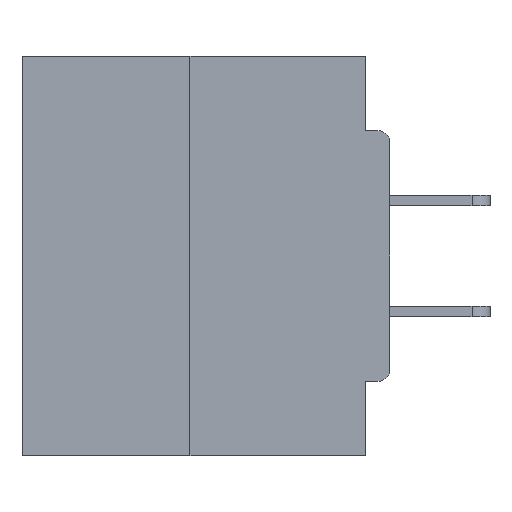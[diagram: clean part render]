
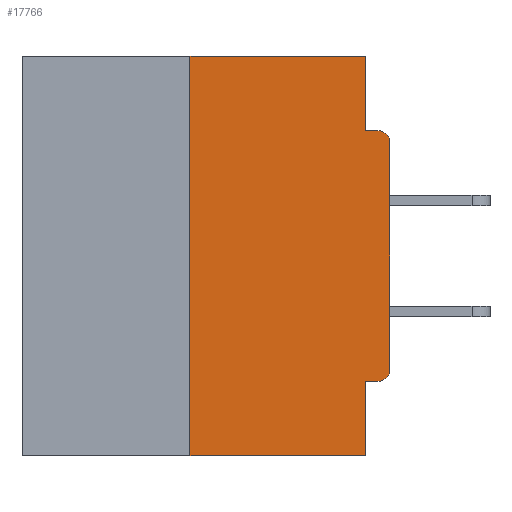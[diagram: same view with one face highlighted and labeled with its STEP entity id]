
A CAD part, left-side view. The second image highlights one B-rep face of the part: STEP entity #17766.
In plain terms, the highlighted planar face has unit normal (-1, 0, 0).
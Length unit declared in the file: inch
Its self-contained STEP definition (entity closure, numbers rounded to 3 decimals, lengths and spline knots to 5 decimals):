
#231 = ORIENTED_EDGE ( 'NONE', *, *, #27997, .F. ) ;
#442 = VERTEX_POINT ( 'NONE', #8947 ) ;
#547 = VECTOR ( 'NONE', #2194, 39.37008 ) ;
#591 = EDGE_CURVE ( 'NONE', #25902, #8157, #6256, .T. ) ;
#1048 = DIRECTION ( 'NONE',  ( 0., -1., 0. ) ) ;
#1951 = CARTESIAN_POINT ( 'NONE',  ( 0., 0.031, -0.5 ) ) ;
#2194 = DIRECTION ( 'NONE',  ( 0., 0., -1. ) ) ;
#2818 = DIRECTION ( 'NONE',  ( 0., 0., 1. ) ) ;
#3045 = DIRECTION ( 'NONE',  ( -1., 0., 0. ) ) ;
#3100 = VECTOR ( 'NONE', #2818, 39.37008 ) ;
#4536 = CIRCLE ( 'NONE', #8255, 0.015 ) ;
#5158 = LINE ( 'NONE', #26444, #26526 ) ;
#5235 = CARTESIAN_POINT ( 'NONE',  ( 0., 0.46, 0. ) ) ;
#5317 = VERTEX_POINT ( 'NONE', #13928 ) ;
#5393 = CARTESIAN_POINT ( 'NONE',  ( 0., 0.031, -0.5 ) ) ;
#5840 = DIRECTION ( 'NONE',  ( 0., 0., -1. ) ) ;
#6151 = LINE ( 'NONE', #5235, #28393 ) ;
#6256 = LINE ( 'NONE', #1951, #547 ) ;
#6269 = VERTEX_POINT ( 'NONE', #16648 ) ;
#6441 = ORIENTED_EDGE ( 'NONE', *, *, #591, .F. ) ;
#7424 = DIRECTION ( 'NONE',  ( 0., 0., -1. ) ) ;
#7782 = CARTESIAN_POINT ( 'NONE',  ( 0., 0., -0.0935 ) ) ;
#7846 = PLANE ( 'NONE',  #33682 ) ;
#8157 = VERTEX_POINT ( 'NONE', #5393 ) ;
#8255 = AXIS2_PLACEMENT_3D ( 'NONE', #14274, #3045, #14402 ) ;
#8947 = CARTESIAN_POINT ( 'NONE',  ( 0., 0., -0.3915 ) ) ;
#9867 = CARTESIAN_POINT ( 'NONE',  ( 0., 0.031, -0.4065 ) ) ;
#9939 = VERTEX_POINT ( 'NONE', #19894 ) ;
#10292 = EDGE_CURVE ( 'NONE', #6269, #8157, #31920, .T. ) ;
#11105 = DIRECTION ( 'NONE',  ( -1., 0., 0. ) ) ;
#11214 = DIRECTION ( 'NONE',  ( 0., 0., 1. ) ) ;
#11324 = CARTESIAN_POINT ( 'NONE',  ( 0., 0.015, -0.1085 ) ) ;
#11651 = EDGE_CURVE ( 'NONE', #20578, #24734, #17858, .T. ) ;
#11779 = ORIENTED_EDGE ( 'NONE', *, *, #10292, .T. ) ;
#12594 = VECTOR ( 'NONE', #35568, 39.37008 ) ;
#12693 = ORIENTED_EDGE ( 'NONE', *, *, #35583, .F. ) ;
#12903 = ORIENTED_EDGE ( 'NONE', *, *, #23091, .F. ) ;
#13260 = EDGE_LOOP ( 'NONE', ( #231, #12903, #11779, #6441, #18284, #27284, #34461, #22039, #31926, #12693 ) ) ;
#13928 = CARTESIAN_POINT ( 'NONE',  ( 0., 0., -0.1085 ) ) ;
#14274 = CARTESIAN_POINT ( 'NONE',  ( 0., 0.015, -0.3915 ) ) ;
#14402 = DIRECTION ( 'NONE',  ( 0., 0., -1. ) ) ;
#14460 = CARTESIAN_POINT ( 'NONE',  ( 0., 0., -0.4065 ) ) ;
#16163 = CARTESIAN_POINT ( 'NONE',  ( 0., 0.46, 0. ) ) ;
#16648 = CARTESIAN_POINT ( 'NONE',  ( 0., 0.25, -0.5 ) ) ;
#17547 = LINE ( 'NONE', #19904, #3100 ) ;
#17766 = ADVANCED_FACE ( 'NONE', ( #24794 ), #7846, .F. ) ;
#17834 = VECTOR ( 'NONE', #22515, 39.37008 ) ;
#17858 = LINE ( 'NONE', #7782, #12594 ) ;
#18284 = ORIENTED_EDGE ( 'NONE', *, *, #28964, .F. ) ;
#18760 = VECTOR ( 'NONE', #11214, 39.37008 ) ;
#19894 = CARTESIAN_POINT ( 'NONE',  ( 0., 0.25, 0. ) ) ;
#19904 = CARTESIAN_POINT ( 'NONE',  ( 0., 0., 0. ) ) ;
#20578 = VERTEX_POINT ( 'NONE', #35875 ) ;
#20696 = EDGE_CURVE ( 'NONE', #36026, #442, #4536, .T. ) ;
#21371 = VERTEX_POINT ( 'NONE', #29094 ) ;
#22039 = ORIENTED_EDGE ( 'NONE', *, *, #25654, .T. ) ;
#22515 = DIRECTION ( 'NONE',  ( 0., 1., 0. ) ) ;
#23091 = EDGE_CURVE ( 'NONE', #6269, #9939, #29189, .T. ) ;
#24381 = LINE ( 'NONE', #14460, #17834 ) ;
#24734 = VERTEX_POINT ( 'NONE', #33460 ) ;
#24794 = FACE_OUTER_BOUND ( 'NONE', #13260, .T. ) ;
#24852 = CARTESIAN_POINT ( 'NONE',  ( 0., 0.25, 0. ) ) ;
#25654 = EDGE_CURVE ( 'NONE', #5317, #24734, #30659, .T. ) ;
#25902 = VERTEX_POINT ( 'NONE', #9867 ) ;
#26444 = CARTESIAN_POINT ( 'NONE',  ( 0., 0.031, 0. ) ) ;
#26526 = VECTOR ( 'NONE', #7424, 39.37008 ) ;
#26821 = EDGE_CURVE ( 'NONE', #442, #5317, #17547, .T. ) ;
#27284 = ORIENTED_EDGE ( 'NONE', *, *, #20696, .T. ) ;
#27472 = DIRECTION ( 'NONE',  ( 1., 0., 0. ) ) ;
#27997 = EDGE_CURVE ( 'NONE', #9939, #21371, #6151, .T. ) ;
#28393 = VECTOR ( 'NONE', #36074, 39.37008 ) ;
#28964 = EDGE_CURVE ( 'NONE', #36026, #25902, #24381, .T. ) ;
#29094 = CARTESIAN_POINT ( 'NONE',  ( 0., 0.031, 0. ) ) ;
#29189 = LINE ( 'NONE', #24852, #18760 ) ;
#30264 = DIRECTION ( 'NONE',  ( 0., 0., -1. ) ) ;
#30659 = CIRCLE ( 'NONE', #33534, 0.015 ) ;
#31920 = LINE ( 'NONE', #34360, #32813 ) ;
#31926 = ORIENTED_EDGE ( 'NONE', *, *, #11651, .F. ) ;
#32813 = VECTOR ( 'NONE', #1048, 39.37008 ) ;
#33460 = CARTESIAN_POINT ( 'NONE',  ( 0., 0.015, -0.0935 ) ) ;
#33534 = AXIS2_PLACEMENT_3D ( 'NONE', #11324, #11105, #5840 ) ;
#33682 = AXIS2_PLACEMENT_3D ( 'NONE', #16163, #27472, #30264 ) ;
#34360 = CARTESIAN_POINT ( 'NONE',  ( 0., 0.46, -0.5 ) ) ;
#34461 = ORIENTED_EDGE ( 'NONE', *, *, #26821, .T. ) ;
#34708 = CARTESIAN_POINT ( 'NONE',  ( 0., 0.015, -0.4065 ) ) ;
#35568 = DIRECTION ( 'NONE',  ( 0., -1., 0. ) ) ;
#35583 = EDGE_CURVE ( 'NONE', #21371, #20578, #5158, .T. ) ;
#35875 = CARTESIAN_POINT ( 'NONE',  ( 0., 0.031, -0.0935 ) ) ;
#36026 = VERTEX_POINT ( 'NONE', #34708 ) ;
#36074 = DIRECTION ( 'NONE',  ( 0., -1., 0. ) ) ;
